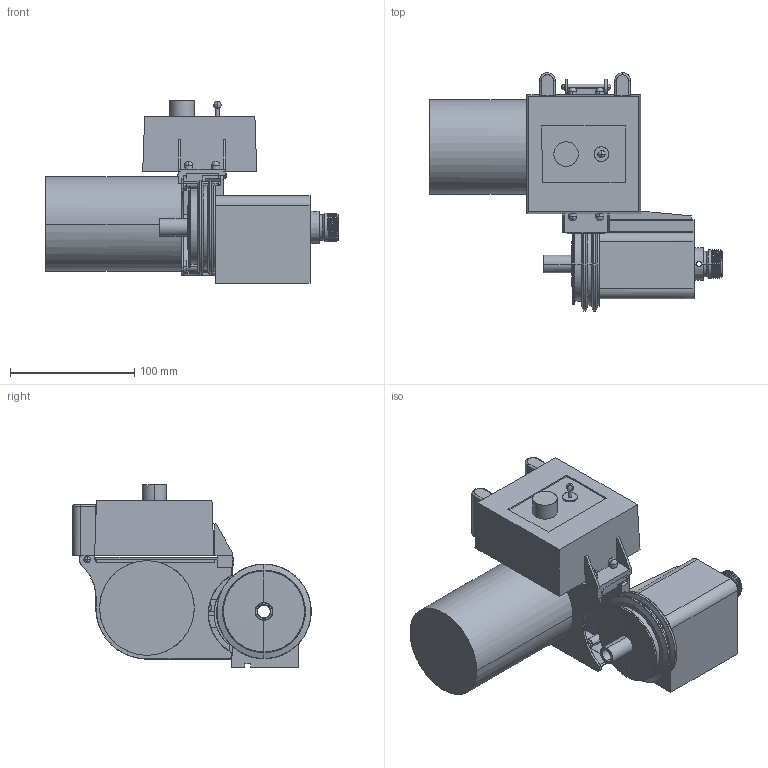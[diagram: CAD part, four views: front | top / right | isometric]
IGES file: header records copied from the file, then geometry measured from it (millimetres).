
Start section: Comment
Global section: file name: 6514 head  ER16spindel.igs; native system:  By Spatial Corp.; preprocessor: XPlus PS/IGES 3.0; author: Author; organization: Title; date: 20150719.191509; units: inch
Bounding box: 235.69 x 191.96 x 146.99 mm (x, y, z)
Surface area: 249697.2 mm2 (no closed solid volume)
Topology: 0 solids, 0 shells, 724 faces, 3686 edges, 3672 vertices
Faces by surface type: revolution 418, extrusion 293, bspline 13
